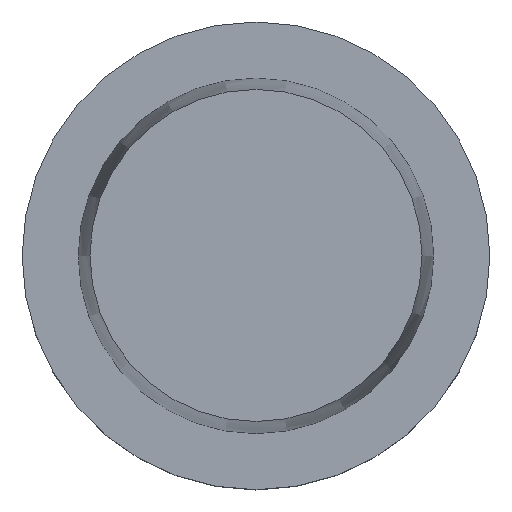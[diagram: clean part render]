
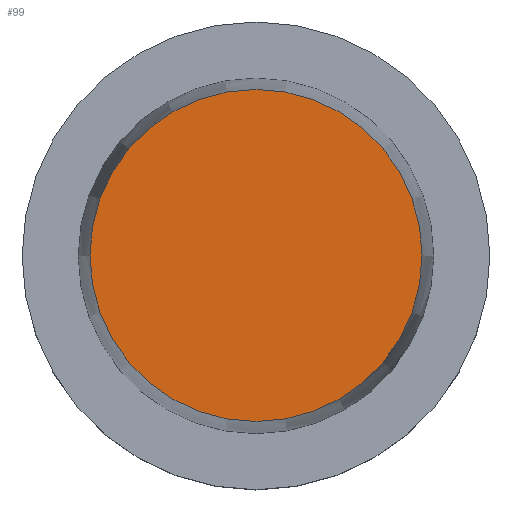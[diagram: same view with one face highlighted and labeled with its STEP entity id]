
A CAD part, top view. The second image highlights one B-rep face of the part: STEP entity #99.
In plain terms, the highlighted planar face has unit normal (0, 0, 1).
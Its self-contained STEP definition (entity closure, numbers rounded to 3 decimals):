
#80=PLANE('',#391);
#99=ADVANCED_FACE('',(#113),#80,.T.);
#113=FACE_OUTER_BOUND('',#143,.T.);
#143=EDGE_LOOP('',(#228));
#171=CIRCLE('',#390,35.496);
#228=ORIENTED_EDGE('',*,*,#299,.T.);
#263=VERTEX_POINT('',#574);
#299=EDGE_CURVE('',#263,#263,#171,.T.);
#390=AXIS2_PLACEMENT_3D('',#573,#489,#490);
#391=AXIS2_PLACEMENT_3D('',#575,#491,#492);
#489=DIRECTION('',(0.,0.,1.));
#490=DIRECTION('',(1.,0.,0.));
#491=DIRECTION('',(0.,0.,1.));
#492=DIRECTION('',(1.,0.,0.));
#573=CARTESIAN_POINT('',(0.,0.,50.));
#574=CARTESIAN_POINT('',(35.496,0.,50.));
#575=CARTESIAN_POINT('',(0.,0.,50.));
